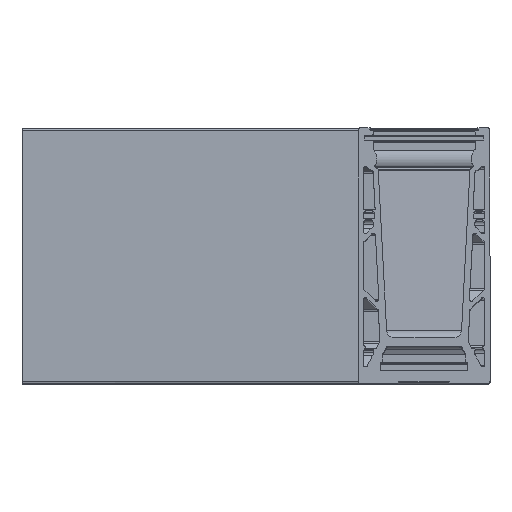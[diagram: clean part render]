
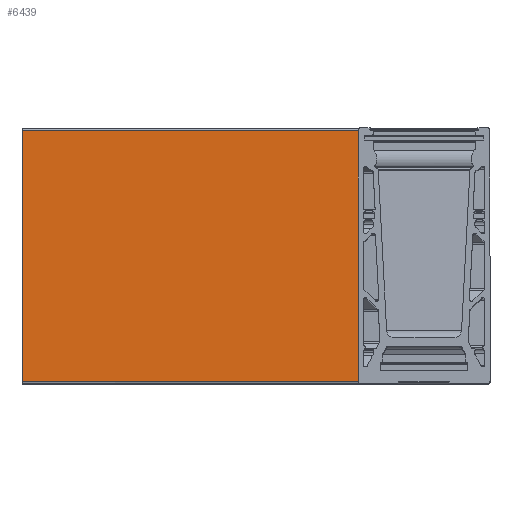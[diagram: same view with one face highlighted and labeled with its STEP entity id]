
A CAD part, top view. The second image highlights one B-rep face of the part: STEP entity #6439.
In plain terms, the highlighted planar face has unit normal (0, 0, 1).
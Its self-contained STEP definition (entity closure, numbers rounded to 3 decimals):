
#227 = CARTESIAN_POINT ( 'NONE',  ( 163.2, 1., 32. ) ) ;
#257 = LINE ( 'NONE', #6941, #1742 ) ;
#382 = VERTEX_POINT ( 'NONE', #3679 ) ;
#400 = ORIENTED_EDGE ( 'NONE', *, *, #1706, .T. ) ;
#1706 = EDGE_CURVE ( 'NONE', #9915, #10165, #9132, .T. ) ;
#1742 = VECTOR ( 'NONE', #7915, 1000. ) ;
#3229 = ORIENTED_EDGE ( 'NONE', *, *, #11994, .F. ) ;
#3546 = CARTESIAN_POINT ( 'NONE',  ( 0., 123., 32. ) ) ;
#3679 = CARTESIAN_POINT ( 'NONE',  ( 163.2, 123., 32. ) ) ;
#3874 = VECTOR ( 'NONE', #7064, 1000. ) ;
#4049 = VECTOR ( 'NONE', #7392, 1000. ) ;
#4719 = DIRECTION ( 'NONE',  ( 1., 0., 0. ) ) ;
#5778 = DIRECTION ( 'NONE',  ( 0., 0., 1. ) ) ;
#6302 = EDGE_CURVE ( 'NONE', #9161, #382, #7327, .T. ) ;
#6404 = CARTESIAN_POINT ( 'NONE',  ( 163.2, 123., 32. ) ) ;
#6439 = ADVANCED_FACE ( 'NONE', ( #10305 ), #9436, .T. ) ;
#6702 = EDGE_LOOP ( 'NONE', ( #8864, #8866, #3229, #400 ) ) ;
#6712 = CARTESIAN_POINT ( 'NONE',  ( 0., 123., 32. ) ) ;
#6899 = EDGE_CURVE ( 'NONE', #10165, #9161, #257, .T. ) ;
#6941 = CARTESIAN_POINT ( 'NONE',  ( 0., 1., 32. ) ) ;
#7064 = DIRECTION ( 'NONE',  ( 1., 0., 0. ) ) ;
#7327 = LINE ( 'NONE', #6404, #4049 ) ;
#7392 = DIRECTION ( 'NONE',  ( 0., 1., 0. ) ) ;
#7915 = DIRECTION ( 'NONE',  ( 1., 0., 0. ) ) ;
#7922 = CARTESIAN_POINT ( 'NONE',  ( 0., 123., 32. ) ) ;
#7999 = CARTESIAN_POINT ( 'NONE',  ( 0., 123., 32. ) ) ;
#8864 = ORIENTED_EDGE ( 'NONE', *, *, #6899, .T. ) ;
#8866 = ORIENTED_EDGE ( 'NONE', *, *, #6302, .T. ) ;
#9132 = LINE ( 'NONE', #7999, #9606 ) ;
#9161 = VERTEX_POINT ( 'NONE', #227 ) ;
#9436 = PLANE ( 'NONE',  #11987 ) ;
#9606 = VECTOR ( 'NONE', #10870, 1000. ) ;
#9915 = VERTEX_POINT ( 'NONE', #3546 ) ;
#10045 = LINE ( 'NONE', #7922, #3874 ) ;
#10165 = VERTEX_POINT ( 'NONE', #10755 ) ;
#10305 = FACE_OUTER_BOUND ( 'NONE', #6702, .T. ) ;
#10755 = CARTESIAN_POINT ( 'NONE',  ( 0., 1., 32. ) ) ;
#10870 = DIRECTION ( 'NONE',  ( 0., -1., 0. ) ) ;
#11987 = AXIS2_PLACEMENT_3D ( 'NONE', #6712, #5778, #4719 ) ;
#11994 = EDGE_CURVE ( 'NONE', #9915, #382, #10045, .T. ) ;
